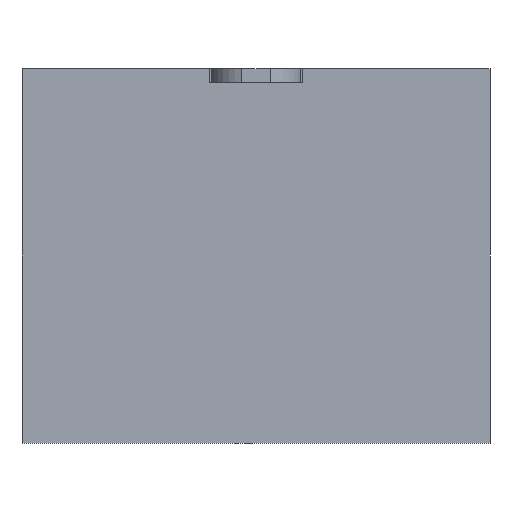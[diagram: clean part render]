
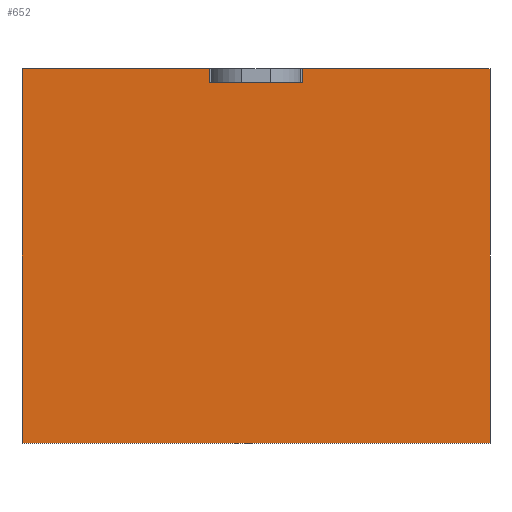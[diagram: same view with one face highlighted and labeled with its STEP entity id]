
A CAD part, left-side view. The second image highlights one B-rep face of the part: STEP entity #652.
In plain terms, the highlighted planar face has unit normal (-1, 0, 0).
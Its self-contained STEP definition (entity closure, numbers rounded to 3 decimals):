
#58=FACE_OUTER_BOUND('',#94,.T.);
#94=EDGE_LOOP('',(#569,#570,#571,#572,#573,#574,#575,#576));
#101=LINE('',#889,#183);
#111=LINE('',#909,#193);
#115=LINE('',#916,#197);
#127=LINE('',#943,#209);
#131=LINE('',#950,#213);
#173=LINE('',#1051,#255);
#174=LINE('',#1053,#256);
#175=LINE('',#1054,#257);
#183=VECTOR('',#719,10.);
#193=VECTOR('',#733,10.);
#197=VECTOR('',#739,10.);
#209=VECTOR('',#759,10.);
#213=VECTOR('',#763,10.);
#255=VECTOR('',#865,10.);
#256=VECTOR('',#866,10.);
#257=VECTOR('',#867,10.);
#265=VERTEX_POINT('',#886);
#266=VERTEX_POINT('',#888);
#274=VERTEX_POINT('',#908);
#276=VERTEX_POINT('',#914);
#287=VERTEX_POINT('',#942);
#290=VERTEX_POINT('',#948);
#319=VERTEX_POINT('',#1050);
#320=VERTEX_POINT('',#1052);
#325=EDGE_CURVE('',#266,#265,#101,.T.);
#335=EDGE_CURVE('',#274,#266,#111,.T.);
#339=EDGE_CURVE('',#265,#276,#115,.T.);
#353=EDGE_CURVE('',#274,#287,#127,.T.);
#357=EDGE_CURVE('',#290,#276,#131,.T.);
#405=EDGE_CURVE('',#319,#290,#173,.T.);
#406=EDGE_CURVE('',#320,#319,#174,.T.);
#407=EDGE_CURVE('',#320,#287,#175,.T.);
#569=ORIENTED_EDGE('',*,*,#339,.T.);
#570=ORIENTED_EDGE('',*,*,#357,.F.);
#571=ORIENTED_EDGE('',*,*,#405,.F.);
#572=ORIENTED_EDGE('',*,*,#406,.F.);
#573=ORIENTED_EDGE('',*,*,#407,.T.);
#574=ORIENTED_EDGE('',*,*,#353,.F.);
#575=ORIENTED_EDGE('',*,*,#335,.T.);
#576=ORIENTED_EDGE('',*,*,#325,.T.);
#618=PLANE('',#708);
#652=ADVANCED_FACE('',(#58),#618,.T.);
#708=AXIS2_PLACEMENT_3D('',#1049,#863,#864);
#719=DIRECTION('',(0.,1.,0.));
#733=DIRECTION('',(0.,0.,-1.));
#739=DIRECTION('',(0.,0.,1.));
#759=DIRECTION('',(0.,-1.,0.));
#763=DIRECTION('',(0.,-1.,0.));
#863=DIRECTION('center_axis',(-1.,0.,0.));
#864=DIRECTION('ref_axis',(0.,-1.,0.));
#865=DIRECTION('',(0.,0.,1.));
#866=DIRECTION('',(0.,1.,0.));
#867=DIRECTION('',(0.,0.,1.));
#886=CARTESIAN_POINT('',(-3.,3.,3.85));
#888=CARTESIAN_POINT('',(-3.,2.,3.85));
#889=CARTESIAN_POINT('',(-3.,3.5,3.85));
#908=CARTESIAN_POINT('',(-3.,2.,4.));
#909=CARTESIAN_POINT('',(-3.,2.,2.));
#914=CARTESIAN_POINT('',(-3.,3.,4.));
#916=CARTESIAN_POINT('',(-3.,3.,1.925));
#942=CARTESIAN_POINT('',(-3.,0.,4.));
#943=CARTESIAN_POINT('',(-3.,0.,4.));
#948=CARTESIAN_POINT('',(-3.,5.,4.));
#950=CARTESIAN_POINT('',(-3.,0.,4.));
#1049=CARTESIAN_POINT('Origin',(-3.,5.,0.));
#1050=CARTESIAN_POINT('',(-3.,5.,0.));
#1051=CARTESIAN_POINT('',(-3.,5.,0.));
#1052=CARTESIAN_POINT('',(-3.,0.,0.));
#1053=CARTESIAN_POINT('',(-3.,0.,0.));
#1054=CARTESIAN_POINT('',(-3.,0.,0.));
